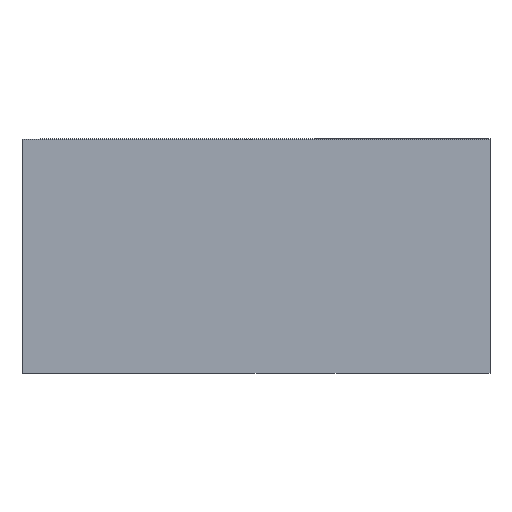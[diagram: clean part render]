
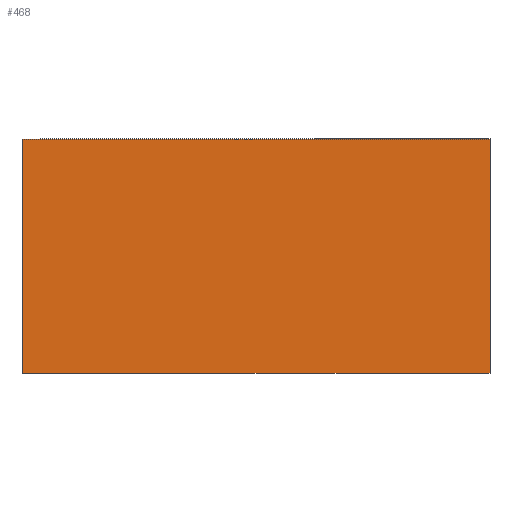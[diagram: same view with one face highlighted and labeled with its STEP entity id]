
A CAD part, front view. The second image highlights one B-rep face of the part: STEP entity #468.
In plain terms, the highlighted planar face has unit normal (0, -1, 0).
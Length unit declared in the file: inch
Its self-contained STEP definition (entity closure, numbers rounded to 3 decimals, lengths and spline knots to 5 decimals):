
#429=CARTESIAN_POINT('',(0.0,0.0,0.75));
#430=DIRECTION('',(0.0,-1.0,0.0));
#431=DIRECTION('',(0.0,0.0,-1.0));
#432=AXIS2_PLACEMENT_3D('',#429,#430,#431);
#433=PLANE('',#432);
#434=CARTESIAN_POINT('',(0.0,0.0,0.0));
#435=VERTEX_POINT('',#434);
#436=CARTESIAN_POINT('',(1.5,0.0,0.));
#437=VERTEX_POINT('',#436);
#438=CARTESIAN_POINT('',(0.0,0.,0.));
#439=DIRECTION('',(1.0,0.0,0.0));
#440=VECTOR('',#439,1.5);
#441=LINE('',#438,#440);
#442=EDGE_CURVE('',#435,#437,#441,.T.);
#443=ORIENTED_EDGE('',*,*,#442,.T.);
#444=CARTESIAN_POINT('',(1.5,0.0,0.75));
#445=VERTEX_POINT('',#444);
#446=CARTESIAN_POINT('',(1.5,0.0,0.75));
#447=DIRECTION('',(0.0,0.0,-1.0));
#448=VECTOR('',#447,0.75);
#449=LINE('',#446,#448);
#450=EDGE_CURVE('',#445,#437,#449,.T.);
#451=ORIENTED_EDGE('',*,*,#450,.F.);
#452=CARTESIAN_POINT('',(0.0,0.0,0.75));
#453=VERTEX_POINT('',#452);
#454=CARTESIAN_POINT('',(1.5,0.0,0.75));
#455=DIRECTION('',(-1.0,0.0,0.0));
#456=VECTOR('',#455,1.5);
#457=LINE('',#454,#456);
#458=EDGE_CURVE('',#445,#453,#457,.T.);
#459=ORIENTED_EDGE('',*,*,#458,.T.);
#460=CARTESIAN_POINT('',(0.0,0.0,0.75));
#461=DIRECTION('',(0.0,0.0,-1.0));
#462=VECTOR('',#461,0.75);
#463=LINE('',#460,#462);
#464=EDGE_CURVE('',#453,#435,#463,.T.);
#465=ORIENTED_EDGE('',*,*,#464,.T.);
#466=EDGE_LOOP('',(#443,#451,#459,#465));
#467=FACE_OUTER_BOUND('',#466,.T.);
#468=ADVANCED_FACE('',(#467),#433,.T.);
